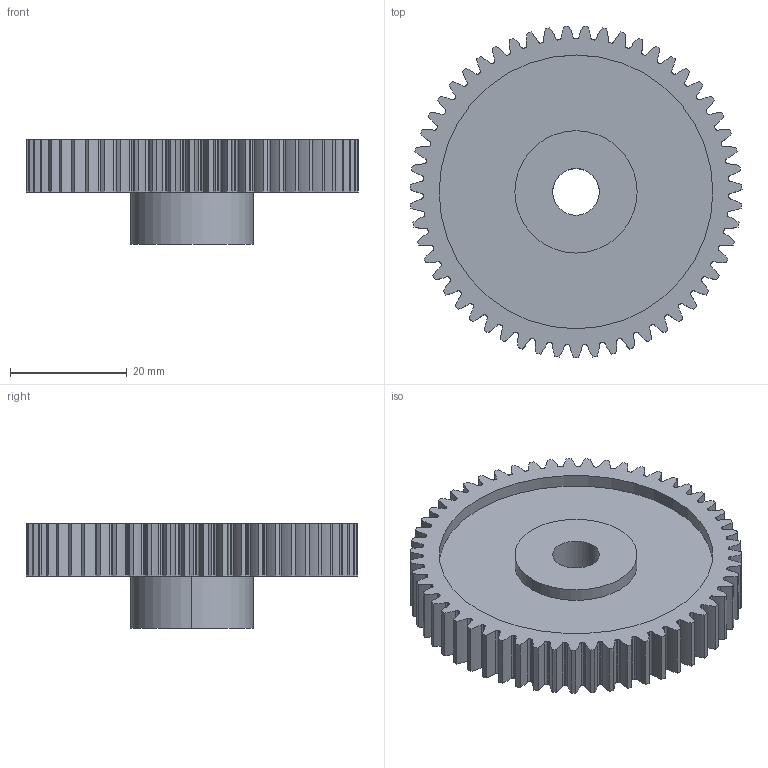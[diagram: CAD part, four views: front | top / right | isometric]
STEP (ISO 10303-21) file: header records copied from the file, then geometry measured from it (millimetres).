
FILE_DESCRIPTION (( 'STEP AP214' ), '1' );
FILE_NAME ('119-010-055.step', '2010-07-19T14:24:49', ( 'WMH Herion Antriebstechnik GmbH' ), ( 'WMH Herion Antriebstechnik GmbH' ), 'SwSTEP 2.0', 'SolidWorks 2010', '' );
FILE_SCHEMA (( 'AUTOMOTIVE_DESIGN' ));
Length unit declared in the file: millimetre
Products named in the file (1): 119-010-055
Bounding box: 56.99 x 56.97 x 18 mm (x, y, z)
Volume: 17382.8 mm3; surface area: 9666 mm2
Topology: 1 solids, 1 shells, 373 faces, 1101 edges, 734 vertices
Faces by surface type: cylinder 367, plane 6
Entity records: 12947 total; most frequent: DIRECTION 2583, CARTESIAN_POINT 2209, ORIENTED_EDGE 2202, AXIS2_PLACEMENT_3D 1108, EDGE_CURVE 1101, CIRCLE 734, VERTEX_POINT 734, EDGE_LOOP 379
